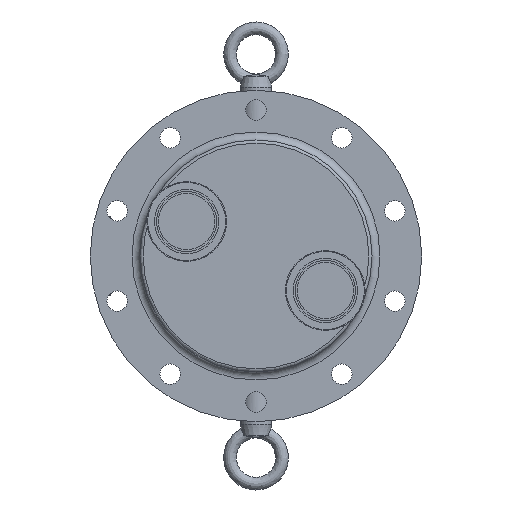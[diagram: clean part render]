
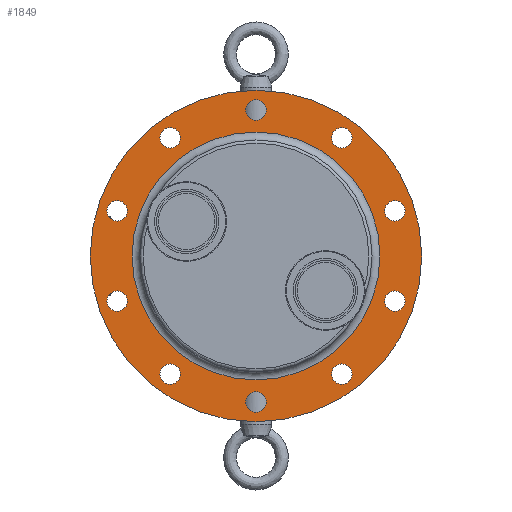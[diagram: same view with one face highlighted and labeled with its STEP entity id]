
A CAD part, left-side view. The second image highlights one B-rep face of the part: STEP entity #1849.
In plain terms, the highlighted planar face has unit normal (-1, 0, 0).
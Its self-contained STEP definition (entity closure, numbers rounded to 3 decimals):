
#53=FACE_BOUND('',#350,.T.);
#54=FACE_BOUND('',#351,.T.);
#55=FACE_BOUND('',#352,.T.);
#56=FACE_BOUND('',#353,.T.);
#57=FACE_BOUND('',#354,.T.);
#58=FACE_BOUND('',#355,.T.);
#59=FACE_BOUND('',#356,.T.);
#60=FACE_BOUND('',#357,.T.);
#61=FACE_BOUND('',#358,.T.);
#62=FACE_BOUND('',#359,.T.);
#63=FACE_BOUND('',#360,.T.);
#146=PLANE('',#2093);
#239=FACE_OUTER_BOUND('',#349,.T.);
#349=EDGE_LOOP('',(#1479));
#350=EDGE_LOOP('',(#1480));
#351=EDGE_LOOP('',(#1481));
#352=EDGE_LOOP('',(#1482));
#353=EDGE_LOOP('',(#1483));
#354=EDGE_LOOP('',(#1484));
#355=EDGE_LOOP('',(#1485));
#356=EDGE_LOOP('',(#1486));
#357=EDGE_LOOP('',(#1487));
#358=EDGE_LOOP('',(#1488));
#359=EDGE_LOOP('',(#1489));
#360=EDGE_LOOP('',(#1490));
#670=CIRCLE('',#2004,6.5);
#674=CIRCLE('',#2010,6.5);
#678=CIRCLE('',#2016,6.5);
#682=CIRCLE('',#2022,6.5);
#686=CIRCLE('',#2028,6.5);
#690=CIRCLE('',#2034,6.5);
#694=CIRCLE('',#2040,6.5);
#698=CIRCLE('',#2046,6.5);
#702=CIRCLE('',#2052,6.5);
#706=CIRCLE('',#2058,6.5);
#728=CIRCLE('',#2092,78.5);
#729=CIRCLE('',#2094,105.);
#834=VERTEX_POINT('',#3021);
#838=VERTEX_POINT('',#3033);
#842=VERTEX_POINT('',#3045);
#846=VERTEX_POINT('',#3057);
#850=VERTEX_POINT('',#3069);
#854=VERTEX_POINT('',#3081);
#858=VERTEX_POINT('',#3093);
#862=VERTEX_POINT('',#3105);
#866=VERTEX_POINT('',#3117);
#870=VERTEX_POINT('',#3129);
#892=VERTEX_POINT('',#3263);
#893=VERTEX_POINT('',#3267);
#1032=EDGE_CURVE('',#834,#834,#670,.T.);
#1038=EDGE_CURVE('',#838,#838,#674,.T.);
#1044=EDGE_CURVE('',#842,#842,#678,.T.);
#1050=EDGE_CURVE('',#846,#846,#682,.T.);
#1056=EDGE_CURVE('',#850,#850,#686,.T.);
#1062=EDGE_CURVE('',#854,#854,#690,.T.);
#1068=EDGE_CURVE('',#858,#858,#694,.T.);
#1074=EDGE_CURVE('',#862,#862,#698,.T.);
#1080=EDGE_CURVE('',#866,#866,#702,.T.);
#1086=EDGE_CURVE('',#870,#870,#706,.T.);
#1119=EDGE_CURVE('',#892,#892,#728,.T.);
#1120=EDGE_CURVE('',#893,#893,#729,.T.);
#1479=ORIENTED_EDGE('',*,*,#1120,.F.);
#1480=ORIENTED_EDGE('',*,*,#1032,.T.);
#1481=ORIENTED_EDGE('',*,*,#1038,.T.);
#1482=ORIENTED_EDGE('',*,*,#1044,.T.);
#1483=ORIENTED_EDGE('',*,*,#1050,.T.);
#1484=ORIENTED_EDGE('',*,*,#1056,.T.);
#1485=ORIENTED_EDGE('',*,*,#1062,.T.);
#1486=ORIENTED_EDGE('',*,*,#1068,.T.);
#1487=ORIENTED_EDGE('',*,*,#1074,.T.);
#1488=ORIENTED_EDGE('',*,*,#1080,.T.);
#1489=ORIENTED_EDGE('',*,*,#1086,.T.);
#1490=ORIENTED_EDGE('',*,*,#1119,.T.);
#1849=ADVANCED_FACE('',(#239,#53,#54,#55,#56,#57,#58,#59,#60,#61,#62,#63),
#146,.T.);
#2004=AXIS2_PLACEMENT_3D('',#3022,#2382,#2383);
#2010=AXIS2_PLACEMENT_3D('',#3034,#2396,#2397);
#2016=AXIS2_PLACEMENT_3D('',#3046,#2410,#2411);
#2022=AXIS2_PLACEMENT_3D('',#3058,#2424,#2425);
#2028=AXIS2_PLACEMENT_3D('',#3070,#2438,#2439);
#2034=AXIS2_PLACEMENT_3D('',#3082,#2452,#2453);
#2040=AXIS2_PLACEMENT_3D('',#3094,#2466,#2467);
#2046=AXIS2_PLACEMENT_3D('',#3106,#2480,#2481);
#2052=AXIS2_PLACEMENT_3D('',#3118,#2494,#2495);
#2058=AXIS2_PLACEMENT_3D('',#3130,#2508,#2509);
#2092=AXIS2_PLACEMENT_3D('',#3265,#2583,#2584);
#2093=AXIS2_PLACEMENT_3D('',#3266,#2585,#2586);
#2094=AXIS2_PLACEMENT_3D('',#3268,#2587,#2588);
#2382=DIRECTION('center_axis',(1.,0.,0.));
#2383=DIRECTION('ref_axis',(0.,0.,1.));
#2396=DIRECTION('center_axis',(1.,0.,0.));
#2397=DIRECTION('ref_axis',(0.,0.,1.));
#2410=DIRECTION('center_axis',(1.,0.,0.));
#2411=DIRECTION('ref_axis',(0.,0.,1.));
#2424=DIRECTION('center_axis',(1.,0.,0.));
#2425=DIRECTION('ref_axis',(0.,0.,1.));
#2438=DIRECTION('center_axis',(1.,0.,0.));
#2439=DIRECTION('ref_axis',(0.,0.,1.));
#2452=DIRECTION('center_axis',(1.,0.,0.));
#2453=DIRECTION('ref_axis',(0.,0.,1.));
#2466=DIRECTION('center_axis',(1.,0.,0.));
#2467=DIRECTION('ref_axis',(0.,0.,1.));
#2480=DIRECTION('center_axis',(1.,0.,0.));
#2481=DIRECTION('ref_axis',(0.,0.,1.));
#2494=DIRECTION('center_axis',(1.,0.,0.));
#2495=DIRECTION('ref_axis',(0.,0.,1.));
#2508=DIRECTION('center_axis',(1.,0.,0.));
#2509=DIRECTION('ref_axis',(0.,0.,1.));
#2583=DIRECTION('center_axis',(1.,0.,0.));
#2584=DIRECTION('ref_axis',(0.,0.,-1.));
#2585=DIRECTION('center_axis',(-1.,0.,0.));
#2586=DIRECTION('ref_axis',(0.,0.,1.));
#2587=DIRECTION('center_axis',(1.,0.,0.));
#2588=DIRECTION('ref_axis',(0.,0.,-1.));
#3021=CARTESIAN_POINT('',(280.,0.,-99.));
#3022=CARTESIAN_POINT('Origin',(280.,0.,-92.5));
#3033=CARTESIAN_POINT('',(280.,87.973,-35.084));
#3034=CARTESIAN_POINT('Origin',(280.,87.973,-28.584));
#3045=CARTESIAN_POINT('',(280.,-87.973,-35.084));
#3046=CARTESIAN_POINT('Origin',(280.,-87.973,-28.584));
#3057=CARTESIAN_POINT('',(280.,54.37,68.334));
#3058=CARTESIAN_POINT('Origin',(280.,54.37,74.834));
#3069=CARTESIAN_POINT('',(280.,0.,86.));
#3070=CARTESIAN_POINT('Origin',(280.,0.,92.5));
#3081=CARTESIAN_POINT('',(280.,-54.37,-81.334));
#3082=CARTESIAN_POINT('Origin',(280.,-54.37,-74.834));
#3093=CARTESIAN_POINT('',(280.,54.37,-81.334));
#3094=CARTESIAN_POINT('Origin',(280.,54.37,-74.834));
#3105=CARTESIAN_POINT('',(280.,-87.973,22.084));
#3106=CARTESIAN_POINT('Origin',(280.,-87.973,28.584));
#3117=CARTESIAN_POINT('',(280.,87.973,22.084));
#3118=CARTESIAN_POINT('Origin',(280.,87.973,28.584));
#3129=CARTESIAN_POINT('',(280.,-54.37,68.334));
#3130=CARTESIAN_POINT('Origin',(280.,-54.37,74.834));
#3263=CARTESIAN_POINT('',(280.,0.,78.5));
#3265=CARTESIAN_POINT('Origin',(280.,0.,0.));
#3266=CARTESIAN_POINT('Origin',(280.,105.,0.));
#3267=CARTESIAN_POINT('',(280.,-105.,0.));
#3268=CARTESIAN_POINT('Origin',(280.,0.,0.));
